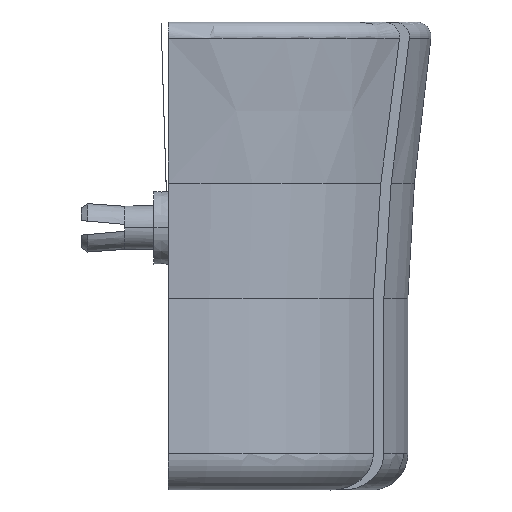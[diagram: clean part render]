
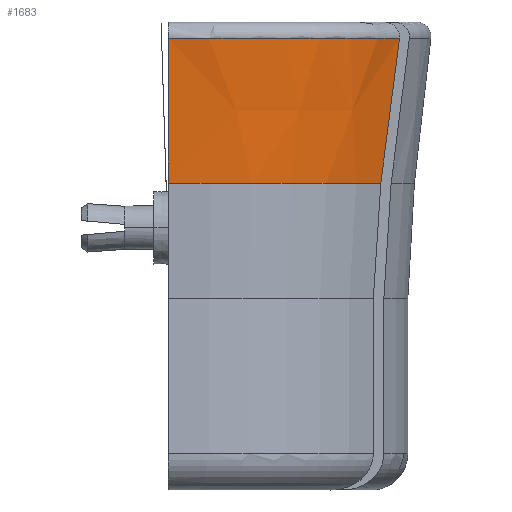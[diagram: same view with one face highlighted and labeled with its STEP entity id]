
A CAD part, front view. The second image highlights one B-rep face of the part: STEP entity #1683.
In plain terms, the highlighted conical face has half-angle 6.5 degrees and reference radius 17.4 mm.
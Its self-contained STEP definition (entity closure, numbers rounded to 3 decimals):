
#41 = CARTESIAN_POINT ( 'NONE',  ( 0.5, -17.532, -9.71 ) ) ;
#47 = ORIENTED_EDGE ( 'NONE', *, *, #1949, .T. ) ;
#64 = ORIENTED_EDGE ( 'NONE', *, *, #3098, .T. ) ;
#221 = VERTEX_POINT ( 'NONE', #1661 ) ;
#263 = VERTEX_POINT ( 'NONE', #1471 ) ;
#306 = EDGE_CURVE ( 'NONE', #2015, #409, #2449, .T. ) ;
#409 = VERTEX_POINT ( 'NONE', #2160 ) ;
#469 = CARTESIAN_POINT ( 'NONE',  ( 0.5, -17.864, -6.8 ) ) ;
#549 = CARTESIAN_POINT ( 'NONE',  ( 0.5, -17.393, -10.932 ) ) ;
#643 = ORIENTED_EDGE ( 'NONE', *, *, #1763, .T. ) ;
#699 = FACE_OUTER_BOUND ( 'NONE', #1041, .T. ) ;
#932 = CARTESIAN_POINT ( 'NONE',  ( 16.366, -8.698, -0.982 ) ) ;
#992 = CARTESIAN_POINT ( 'NONE',  ( 0.5, -18.195, -3.891 ) ) ;
#1041 = EDGE_LOOP ( 'NONE', ( #643, #64, #2482, #47 ) ) ;
#1184 = CARTESIAN_POINT ( 'NONE',  ( 15.514, -8.684, -7.616 ) ) ;
#1212 = DIRECTION ( 'NONE',  ( 1., 0., 0. ) ) ;
#1266 = DIRECTION ( 'NONE',  ( 0., 0., -1. ) ) ;
#1281 = CARTESIAN_POINT ( 'NONE',  ( 0., 0., -10.932 ) ) ;
#1368 = B_SPLINE_CURVE_WITH_KNOTS ( 'NONE', 3,
 ( #1790, #992, #469, #41, #2331, #1984, #549 ),
 .UNSPECIFIED., .F., .F.,
 ( 4, 3, 4 ),
 ( 0.016, 0.025, 0.026 ),
 .UNSPECIFIED. ) ;
#1471 = CARTESIAN_POINT ( 'NONE',  ( 0.5, -17.393, -10.932 ) ) ;
#1661 = CARTESIAN_POINT ( 'NONE',  ( 15.083, -8.676, -10.932 ) ) ;
#1683 = ADVANCED_FACE ( 'NONE', ( #699 ), #2399, .T. ) ;
#1750 = AXIS2_PLACEMENT_3D ( 'NONE', #1806, #3013, #2123 ) ;
#1763 = EDGE_CURVE ( 'NONE', #263, #221, #3224, .T. ) ;
#1790 = CARTESIAN_POINT ( 'NONE',  ( 0.5, -18.527, -0.982 ) ) ;
#1806 = CARTESIAN_POINT ( 'NONE',  ( 0., 0., -10.932 ) ) ;
#1949 = EDGE_CURVE ( 'NONE', #409, #263, #1368, .T. ) ;
#1984 = CARTESIAN_POINT ( 'NONE',  ( 0.5, -17.439, -10.524 ) ) ;
#2015 = VERTEX_POINT ( 'NONE', #932 ) ;
#2123 = DIRECTION ( 'NONE',  ( 1., 0., 0. ) ) ;
#2160 = CARTESIAN_POINT ( 'NONE',  ( 0.5, -18.527, -0.982 ) ) ;
#2331 = CARTESIAN_POINT ( 'NONE',  ( 0.5, -17.486, -10.117 ) ) ;
#2399 = CONICAL_SURFACE ( 'NONE', #3095, 17.4, 0.113 ) ;
#2449 = CIRCLE ( 'NONE', #3982, 18.534 ) ;
#2482 = ORIENTED_EDGE ( 'NONE', *, *, #306, .T. ) ;
#2723 = CARTESIAN_POINT ( 'NONE',  ( 16.366, -8.698, -0.982 ) ) ;
#2823 = DIRECTION ( 'NONE',  ( -1., 0., 0. ) ) ;
#3013 = DIRECTION ( 'NONE',  ( 0., 0., 1. ) ) ;
#3095 = AXIS2_PLACEMENT_3D ( 'NONE', #1281, #3343, #1212 ) ;
#3098 = EDGE_CURVE ( 'NONE', #221, #2015, #3584, .T. ) ;
#3126 = CARTESIAN_POINT ( 'NONE',  ( 0., 0., -0.982 ) ) ;
#3131 = CARTESIAN_POINT ( 'NONE',  ( 15.942, -8.691, -4.299 ) ) ;
#3224 = CIRCLE ( 'NONE', #1750, 17.4 ) ;
#3343 = DIRECTION ( 'NONE',  ( 0., 0., 1. ) ) ;
#3464 = CARTESIAN_POINT ( 'NONE',  ( 15.083, -8.676, -10.932 ) ) ;
#3584 = B_SPLINE_CURVE_WITH_KNOTS ( 'NONE', 3,
 ( #3464, #1184, #3131, #2723 ),
 .UNSPECIFIED., .F., .F.,
 ( 4, 4 ),
 ( 0., 0.01 ),
 .UNSPECIFIED. ) ;
#3982 = AXIS2_PLACEMENT_3D ( 'NONE', #3126, #1266, #2823 ) ;
